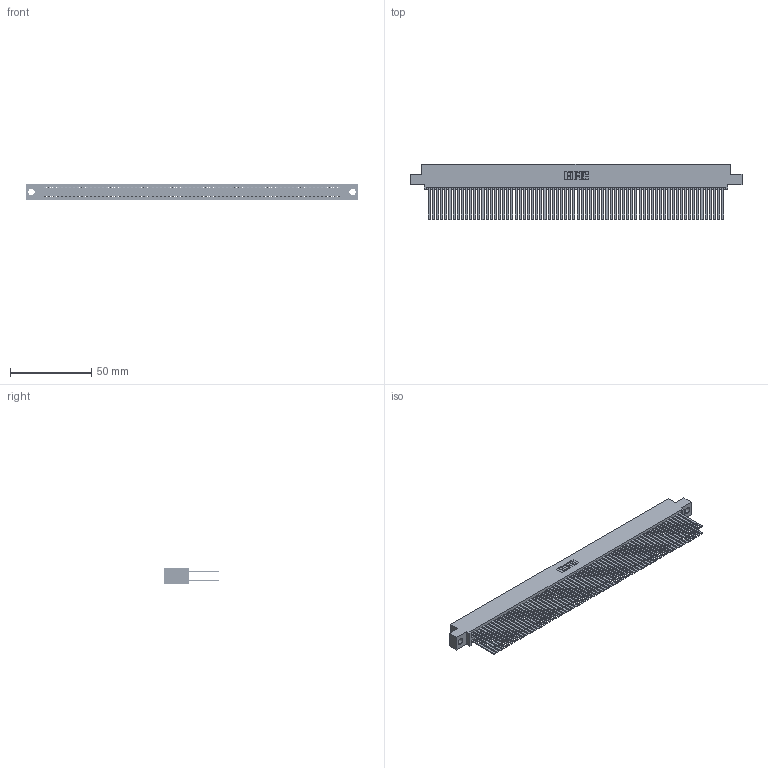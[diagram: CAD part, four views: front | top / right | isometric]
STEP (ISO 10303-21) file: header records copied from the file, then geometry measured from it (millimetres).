
FILE_DESCRIPTION (( 'STEP AP203' ), '1' );
FILE_NAME ('395-144-544-504.STEP', '2018-12-06T09:12:12', ( '' ), ( '' ), 'SwSTEP 2.0', 'SolidWorks 2016', '' );
FILE_SCHEMA (( 'CONFIG_CONTROL_DESIGN' ));
Length unit declared in the file: inch
Products named in the file (3): 345-292-001_345-293-144; 345 Part_0.110 Offset - 0.156 Dia-TH; 395-144-544-504
Assembly tree (145 placements, depth 2):
  395-144-544-504
    345 Part_0.110 Offset - 0.156 Dia-TH
    345-292-001_345-293-144  x144
Bounding box: 204.09 x 33.96 x 9.4 mm (x, y, z)
Volume: 21961.3 mm3; surface area: 38867.9 mm2
Topology: 145 solids, 145 shells, 6466 faces, 19217 edges, 12618 vertices
Faces by surface type: plane 4260, cylinder 2206
Entity records: 52405 total; most frequent: CARTESIAN_POINT 8756, ORIENTED_EDGE 8690, DIRECTION 7681, EDGE_CURVE 4345, LINE 3929, VECTOR 3929, VERTEX_POINT 2894, AXIS2_PLACEMENT_3D 1876
